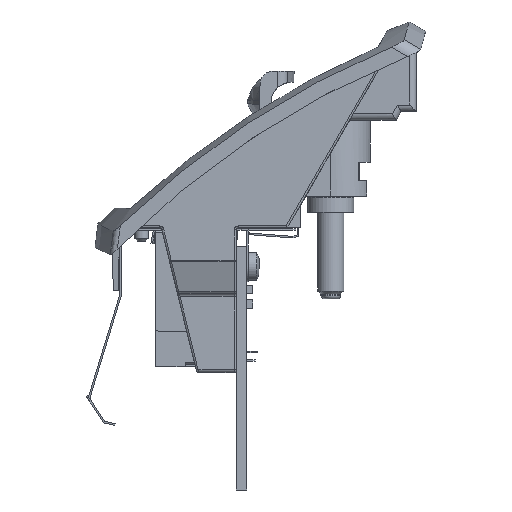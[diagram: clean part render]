
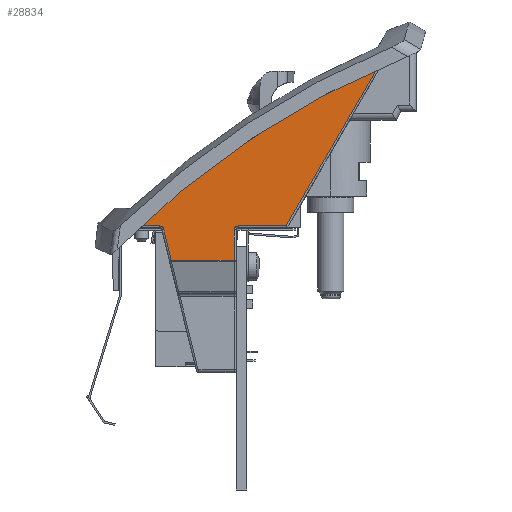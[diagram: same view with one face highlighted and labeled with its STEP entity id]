
A CAD part, left-side view. The second image highlights one B-rep face of the part: STEP entity #28834.
In plain terms, the highlighted planar face has unit normal (-1, 0, 0).
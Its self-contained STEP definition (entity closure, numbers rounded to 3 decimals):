
#455 = DIRECTION ( 'NONE',  ( 1., 0., 0. ) ) ;
#1052 = CARTESIAN_POINT ( 'NONE',  ( -135.078, 11.992, 40.016 ) ) ;
#1176 = LINE ( 'NONE', #15853, #77915 ) ;
#3746 = VERTEX_POINT ( 'NONE', #21996 ) ;
#3917 = CARTESIAN_POINT ( 'NONE',  ( -135.078, 23.327, 44.642 ) ) ;
#3956 = DIRECTION ( 'NONE',  ( 1., 0., 0. ) ) ;
#7204 = CARTESIAN_POINT ( 'NONE',  ( -135.078, 21.574, 40.016 ) ) ;
#8710 = ORIENTED_EDGE ( 'NONE', *, *, #31836, .T. ) ;
#10069 = DIRECTION ( 'NONE',  ( 0., 0., 1. ) ) ;
#10091 = ORIENTED_EDGE ( 'NONE', *, *, #19673, .T. ) ;
#10119 = VERTEX_POINT ( 'NONE', #74918 ) ;
#10689 = AXIS2_PLACEMENT_3D ( 'NONE', #67047, #30701, #73126 ) ;
#13261 = CARTESIAN_POINT ( 'NONE',  ( -135.078, 11.992, 44.642 ) ) ;
#13721 = CARTESIAN_POINT ( 'NONE',  ( -135.078, 23.327, 45.242 ) ) ;
#13835 = CIRCLE ( 'NONE', #69377, 0.6 ) ;
#14082 = ORIENTED_EDGE ( 'NONE', *, *, #77273, .T. ) ;
#14939 = VECTOR ( 'NONE', #78569, 1000. ) ;
#15156 = VERTEX_POINT ( 'NONE', #13261 ) ;
#15574 = AXIS2_PLACEMENT_3D ( 'NONE', #40207, #3956, #46281 ) ;
#15853 = CARTESIAN_POINT ( 'NONE',  ( -135.078, 26.371, 45.242 ) ) ;
#16473 = VERTEX_POINT ( 'NONE', #23495 ) ;
#16631 = VECTOR ( 'NONE', #28809, 1000. ) ;
#19673 = EDGE_CURVE ( 'NONE', #61714, #71113, #60145, .T. ) ;
#21996 = CARTESIAN_POINT ( 'NONE',  ( -135.078, 4.085, 45.242 ) ) ;
#23495 = CARTESIAN_POINT ( 'NONE',  ( -135.078, -9.774, 69.247 ) ) ;
#24590 = ORIENTED_EDGE ( 'NONE', *, *, #68638, .T. ) ;
#26354 = CARTESIAN_POINT ( 'NONE',  ( -135.078, 11.992, 40.016 ) ) ;
#28809 = DIRECTION ( 'NONE',  ( 0., -1., 0. ) ) ;
#28834 = ADVANCED_FACE ( 'NONE', ( #50628 ), #54743, .F. ) ;
#29345 = EDGE_CURVE ( 'NONE', #31355, #68343, #1176, .T. ) ;
#30701 = DIRECTION ( 'NONE',  ( 1., 0., 0. ) ) ;
#31355 = VERTEX_POINT ( 'NONE', #64743 ) ;
#31836 = EDGE_CURVE ( 'NONE', #3746, #16473, #51089, .T. ) ;
#34184 = DIRECTION ( 'NONE',  ( 0., -1., 0. ) ) ;
#34999 = VECTOR ( 'NONE', #50656, 1000. ) ;
#35359 = EDGE_CURVE ( 'NONE', #15156, #10119, #65149, .T. ) ;
#36741 = CARTESIAN_POINT ( 'NONE',  ( -135.078, 42.292, 47.942 ) ) ;
#37301 = DIRECTION ( 'NONE',  ( 0., 0., 1. ) ) ;
#38320 = AXIS2_PLACEMENT_3D ( 'NONE', #36741, #455, #42838 ) ;
#40207 = CARTESIAN_POINT ( 'NONE',  ( -135.078, 11.392, 44.642 ) ) ;
#42838 = DIRECTION ( 'NONE',  ( 0., 0., -1. ) ) ;
#44008 = VECTOR ( 'NONE', #69082, 1000. ) ;
#44515 = CARTESIAN_POINT ( 'NONE',  ( -135.078, 4.085, 45.242 ) ) ;
#46230 = DIRECTION ( 'NONE',  ( 1., 0., 0. ) ) ;
#46281 = DIRECTION ( 'NONE',  ( 0., 1., 0. ) ) ;
#46822 = CIRCLE ( 'NONE', #10689, 130.158 ) ;
#47704 = EDGE_CURVE ( 'NONE', #31355, #16473, #46822, .T. ) ;
#48875 = LINE ( 'NONE', #58949, #16631 ) ;
#50628 = FACE_OUTER_BOUND ( 'NONE', #78535, .T. ) ;
#50656 = DIRECTION ( 'NONE',  ( 0., -0.5, 0.866 ) ) ;
#51089 = LINE ( 'NONE', #44515, #34999 ) ;
#54743 = PLANE ( 'NONE',  #38320 ) ;
#55517 = ORIENTED_EDGE ( 'NONE', *, *, #77235, .T. ) ;
#58808 = ORIENTED_EDGE ( 'NONE', *, *, #47704, .F. ) ;
#58949 = CARTESIAN_POINT ( 'NONE',  ( -135.078, 11.392, 45.242 ) ) ;
#60145 = LINE ( 'NONE', #69776, #44008 ) ;
#61714 = VERTEX_POINT ( 'NONE', #7204 ) ;
#63886 = CARTESIAN_POINT ( 'NONE',  ( -135.078, 22.745, 44.786 ) ) ;
#64081 = ORIENTED_EDGE ( 'NONE', *, *, #35359, .T. ) ;
#64743 = CARTESIAN_POINT ( 'NONE',  ( -135.078, 26.371, 45.242 ) ) ;
#65149 = CIRCLE ( 'NONE', #15574, 0.6 ) ;
#66870 = ORIENTED_EDGE ( 'NONE', *, *, #74293, .T. ) ;
#67047 = CARTESIAN_POINT ( 'NONE',  ( -135.078, -62.708, -49.658 ) ) ;
#68343 = VERTEX_POINT ( 'NONE', #13721 ) ;
#68638 = EDGE_CURVE ( 'NONE', #73422, #61714, #77505, .T. ) ;
#69082 = DIRECTION ( 'NONE',  ( 0., -1., 0. ) ) ;
#69377 = AXIS2_PLACEMENT_3D ( 'NONE', #3917, #46230, #10069 ) ;
#69776 = CARTESIAN_POINT ( 'NONE',  ( -135.078, 21.574, 40.016 ) ) ;
#70942 = VECTOR ( 'NONE', #37301, 1000. ) ;
#71113 = VERTEX_POINT ( 'NONE', #26354 ) ;
#71982 = CARTESIAN_POINT ( 'NONE',  ( -135.078, 22.745, 44.786 ) ) ;
#72872 = LINE ( 'NONE', #1052, #70942 ) ;
#73126 = DIRECTION ( 'NONE',  ( 0., 0.684, 0.729 ) ) ;
#73422 = VERTEX_POINT ( 'NONE', #63886 ) ;
#74293 = EDGE_CURVE ( 'NONE', #71113, #15156, #72872, .T. ) ;
#74918 = CARTESIAN_POINT ( 'NONE',  ( -135.078, 11.392, 45.242 ) ) ;
#76254 = ORIENTED_EDGE ( 'NONE', *, *, #29345, .T. ) ;
#77235 = EDGE_CURVE ( 'NONE', #68343, #73422, #13835, .T. ) ;
#77273 = EDGE_CURVE ( 'NONE', #10119, #3746, #48875, .T. ) ;
#77505 = LINE ( 'NONE', #71982, #14939 ) ;
#77915 = VECTOR ( 'NONE', #34184, 1000. ) ;
#78535 = EDGE_LOOP ( 'NONE', ( #76254, #55517, #24590, #10091, #66870, #64081, #14082, #8710, #58808 ) ) ;
#78569 = DIRECTION ( 'NONE',  ( 0., -0.238, -0.971 ) ) ;
